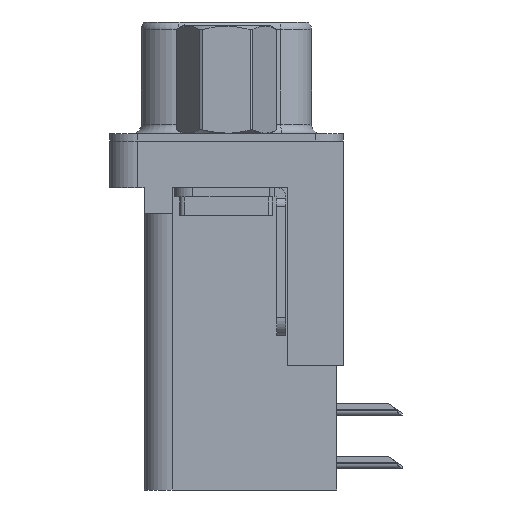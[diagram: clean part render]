
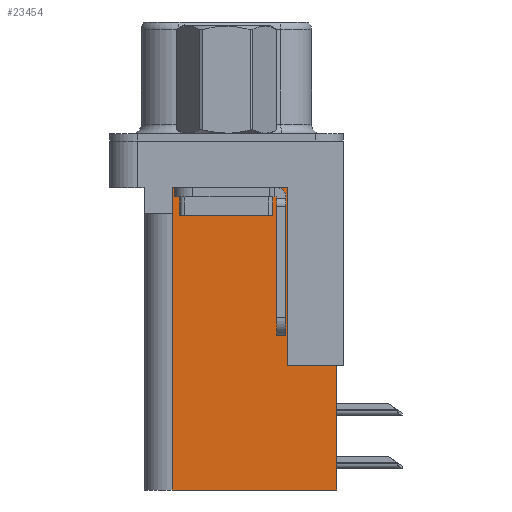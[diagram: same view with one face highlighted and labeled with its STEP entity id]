
A CAD part, left-side view. The second image highlights one B-rep face of the part: STEP entity #23454.
In plain terms, the highlighted planar face has unit normal (-1, 0, 0).
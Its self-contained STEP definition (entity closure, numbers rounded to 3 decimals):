
#258 = VECTOR ( 'NONE', #4525, 1000. ) ;
#292 = VECTOR ( 'NONE', #30490, 1000. ) ;
#327 = LINE ( 'NONE', #25906, #258 ) ;
#619 = DIRECTION ( 'NONE',  ( 0., 0., 1. ) ) ;
#844 = EDGE_CURVE ( 'NONE', #7199, #2048, #4493, .T. ) ;
#954 = VERTEX_POINT ( 'NONE', #28994 ) ;
#1545 = EDGE_CURVE ( 'NONE', #24530, #7199, #327, .T. ) ;
#1979 = ORIENTED_EDGE ( 'NONE', *, *, #2873, .F. ) ;
#2048 = VERTEX_POINT ( 'NONE', #22013 ) ;
#2256 = EDGE_CURVE ( 'NONE', #25952, #4500, #18871, .T. ) ;
#2379 = LINE ( 'NONE', #18403, #292 ) ;
#2576 = CARTESIAN_POINT ( 'NONE',  ( 3.79, 2.925, -18.76 ) ) ;
#2768 = VECTOR ( 'NONE', #28205, 1000. ) ;
#2791 = CARTESIAN_POINT ( 'NONE',  ( 3.79, -3.295, -18.76 ) ) ;
#2873 = EDGE_CURVE ( 'NONE', #24530, #10360, #6670, .T. ) ;
#2955 = LINE ( 'NONE', #23326, #2768 ) ;
#2957 = FACE_OUTER_BOUND ( 'NONE', #15474, .T. ) ;
#4361 = VECTOR ( 'NONE', #619, 1000. ) ;
#4493 = LINE ( 'NONE', #2791, #4361 ) ;
#4500 = VERTEX_POINT ( 'NONE', #29547 ) ;
#4525 = DIRECTION ( 'NONE',  ( 0., 1., 0. ) ) ;
#4875 = CARTESIAN_POINT ( 'NONE',  ( 3.79, -5.925, -2. ) ) ;
#5887 = VECTOR ( 'NONE', #12410, 1000. ) ;
#6670 = LINE ( 'NONE', #4875, #5887 ) ;
#6873 = EDGE_CURVE ( 'NONE', #2048, #14049, #2955, .T. ) ;
#7017 = PLANE ( 'NONE',  #15762 ) ;
#7199 = VERTEX_POINT ( 'NONE', #13636 ) ;
#8023 = LINE ( 'NONE', #19875, #20295 ) ;
#8589 = EDGE_CURVE ( 'NONE', #14049, #954, #2379, .T. ) ;
#9009 = ORIENTED_EDGE ( 'NONE', *, *, #6873, .T. ) ;
#9507 = CARTESIAN_POINT ( 'NONE',  ( 3.79, 0., -3.9 ) ) ;
#10360 = VERTEX_POINT ( 'NONE', #16620 ) ;
#10517 = CARTESIAN_POINT ( 'NONE',  ( 3.79, -5.925, -12.05 ) ) ;
#10857 = EDGE_CURVE ( 'NONE', #954, #4500, #22569, .T. ) ;
#10978 = ORIENTED_EDGE ( 'NONE', *, *, #30656, .F. ) ;
#12025 = DIRECTION ( 'NONE',  ( 0., 1., 0. ) ) ;
#12035 = DIRECTION ( 'NONE',  ( 1., 0., 0. ) ) ;
#12044 = ORIENTED_EDGE ( 'NONE', *, *, #844, .T. ) ;
#12410 = DIRECTION ( 'NONE',  ( 0., 0., -1. ) ) ;
#13636 = CARTESIAN_POINT ( 'NONE',  ( 3.79, -3.295, -12.05 ) ) ;
#14049 = VERTEX_POINT ( 'NONE', #18819 ) ;
#14358 = ORIENTED_EDGE ( 'NONE', *, *, #10857, .T. ) ;
#15464 = ORIENTED_EDGE ( 'NONE', *, *, #1545, .T. ) ;
#15474 = EDGE_LOOP ( 'NONE', ( #9009, #23896, #14358, #24514, #10978, #1979, #15464, #12044 ) ) ;
#15762 = AXIS2_PLACEMENT_3D ( 'NONE', #26515, #12035, #29048 ) ;
#16620 = CARTESIAN_POINT ( 'NONE',  ( 3.79, -5.925, -18.76 ) ) ;
#18403 = CARTESIAN_POINT ( 'NONE',  ( 3.79, 2.895, -3.9 ) ) ;
#18411 = VECTOR ( 'NONE', #25886, 1000. ) ;
#18819 = CARTESIAN_POINT ( 'NONE',  ( 3.79, 2.895, -2.5 ) ) ;
#18871 = LINE ( 'NONE', #21819, #18411 ) ;
#19875 = CARTESIAN_POINT ( 'NONE',  ( 3.79, -3.295, -18.76 ) ) ;
#20295 = VECTOR ( 'NONE', #29390, 1000. ) ;
#21819 = CARTESIAN_POINT ( 'NONE',  ( 3.79, 2.925, -18.76 ) ) ;
#22013 = CARTESIAN_POINT ( 'NONE',  ( 3.79, -3.295, -2.5 ) ) ;
#22357 = VECTOR ( 'NONE', #12025, 1000. ) ;
#22569 = LINE ( 'NONE', #9507, #22357 ) ;
#23326 = CARTESIAN_POINT ( 'NONE',  ( 3.79, -3.295, -2.5 ) ) ;
#23454 = ADVANCED_FACE ( 'NONE', ( #2957 ), #7017, .F. ) ;
#23896 = ORIENTED_EDGE ( 'NONE', *, *, #8589, .T. ) ;
#24514 = ORIENTED_EDGE ( 'NONE', *, *, #2256, .F. ) ;
#24530 = VERTEX_POINT ( 'NONE', #10517 ) ;
#25886 = DIRECTION ( 'NONE',  ( 0., 0., 1. ) ) ;
#25906 = CARTESIAN_POINT ( 'NONE',  ( 3.79, -6.295, -12.05 ) ) ;
#25952 = VERTEX_POINT ( 'NONE', #2576 ) ;
#26515 = CARTESIAN_POINT ( 'NONE',  ( 3.79, -3.295, -18.76 ) ) ;
#28205 = DIRECTION ( 'NONE',  ( 0., 1., 0. ) ) ;
#28994 = CARTESIAN_POINT ( 'NONE',  ( 3.79, 2.895, -3.9 ) ) ;
#29048 = DIRECTION ( 'NONE',  ( 0., 1., 0. ) ) ;
#29390 = DIRECTION ( 'NONE',  ( 0., 1., 0. ) ) ;
#29547 = CARTESIAN_POINT ( 'NONE',  ( 3.79, 2.925, -3.9 ) ) ;
#30490 = DIRECTION ( 'NONE',  ( 0., 0., -1. ) ) ;
#30656 = EDGE_CURVE ( 'NONE', #10360, #25952, #8023, .T. ) ;
